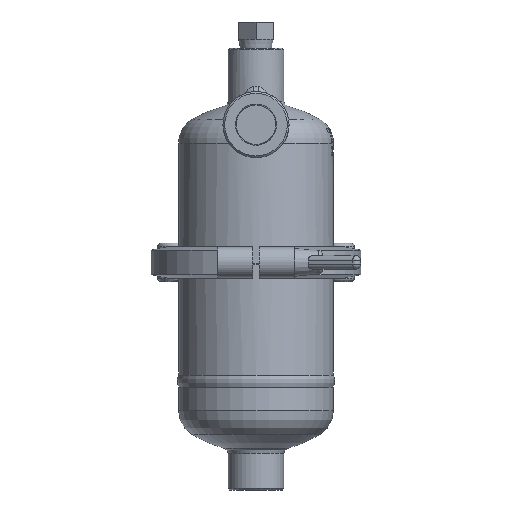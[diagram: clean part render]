
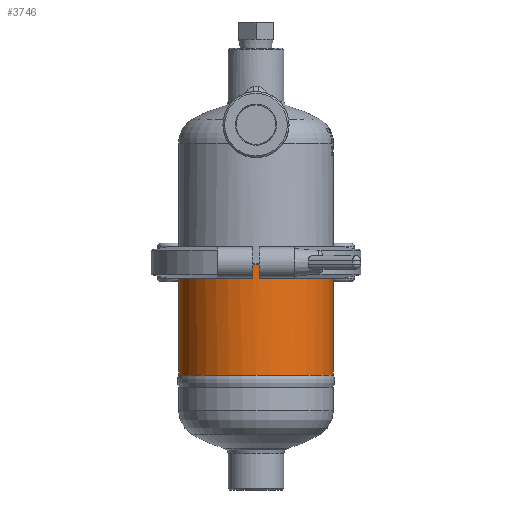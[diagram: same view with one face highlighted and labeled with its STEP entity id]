
A CAD part, left-side view. The second image highlights one B-rep face of the part: STEP entity #3746.
In plain terms, the highlighted cylindrical face has radius 44.5 mm (diameter 89 mm), a full revolution.
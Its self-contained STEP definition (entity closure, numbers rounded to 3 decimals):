
#2285=CARTESIAN_POINT('',(20.495,39.499,-8.168));
#2286=VERTEX_POINT('',#2285);
#2293=CARTESIAN_POINT('',(-44.455,2.,-8.168));
#2294=VERTEX_POINT('',#2293);
#2295=CARTESIAN_POINT('',(0.,0.0,-8.168));
#2296=DIRECTION('',(0.0,0.0,-1.0));
#2297=DIRECTION('',(1.0,0.0,0.0));
#2298=AXIS2_PLACEMENT_3D('',#2295,#2296,#2297);
#2299=CIRCLE('',#2298,44.5);
#2300=EDGE_CURVE('',#2294,#2286,#2299,.T.);
#3123=CARTESIAN_POINT('',(23.96,-37.499,-0.1));
#3124=VERTEX_POINT('',#3123);
#3131=CARTESIAN_POINT('',(23.96,-37.499,-8.168));
#3132=VERTEX_POINT('',#3131);
#3133=CARTESIAN_POINT('',(23.96,-37.499,-0.1));
#3134=DIRECTION('',(0.0,0.0,-1.0));
#3135=VECTOR('',#3134,8.068);
#3136=LINE('',#3133,#3135);
#3137=EDGE_CURVE('',#3124,#3132,#3136,.T.);
#3154=CARTESIAN_POINT('',(20.495,-39.499,-8.168));
#3155=VERTEX_POINT('',#3154);
#3162=CARTESIAN_POINT('',(20.495,-39.499,-0.1));
#3163=VERTEX_POINT('',#3162);
#3164=CARTESIAN_POINT('',(20.495,-39.499,-0.1));
#3165=DIRECTION('',(0.0,0.0,-1.0));
#3166=VECTOR('',#3165,8.068);
#3167=LINE('',#3164,#3166);
#3168=EDGE_CURVE('',#3163,#3155,#3167,.T.);
#3193=CARTESIAN_POINT('',(-44.455,-2.,-8.168));
#3194=VERTEX_POINT('',#3193);
#3211=CARTESIAN_POINT('',(-44.455,-2.,-0.1));
#3212=VERTEX_POINT('',#3211);
#3219=CARTESIAN_POINT('',(-44.455,-2.,-0.1));
#3220=DIRECTION('',(0.0,0.0,-1.0));
#3221=VECTOR('',#3220,8.068);
#3222=LINE('',#3219,#3221);
#3223=EDGE_CURVE('',#3212,#3194,#3222,.T.);
#3234=CARTESIAN_POINT('',(23.96,37.499,-8.168));
#3235=VERTEX_POINT('',#3234);
#3242=CARTESIAN_POINT('',(23.96,37.499,-0.1));
#3243=VERTEX_POINT('',#3242);
#3244=CARTESIAN_POINT('',(23.96,37.499,-0.1));
#3245=DIRECTION('',(0.0,0.0,-1.0));
#3246=VECTOR('',#3245,8.068);
#3247=LINE('',#3244,#3246);
#3248=EDGE_CURVE('',#3243,#3235,#3247,.T.);
#3321=CARTESIAN_POINT('',(0.,0.0,-8.168));
#3322=DIRECTION('',(0.0,0.0,-1.0));
#3323=DIRECTION('',(1.0,0.0,0.0));
#3324=AXIS2_PLACEMENT_3D('',#3321,#3322,#3323);
#3325=CIRCLE('',#3324,44.5);
#3326=EDGE_CURVE('',#3155,#3194,#3325,.T.);
#3347=CARTESIAN_POINT('',(0.,0.0,-8.168));
#3348=DIRECTION('',(0.0,0.0,-1.0));
#3349=DIRECTION('',(1.0,0.0,0.0));
#3350=AXIS2_PLACEMENT_3D('',#3347,#3348,#3349);
#3351=CIRCLE('',#3350,44.5);
#3352=EDGE_CURVE('',#3235,#3132,#3351,.T.);
#3630=CARTESIAN_POINT('',(20.495,39.499,-0.1));
#3631=VERTEX_POINT('',#3630);
#3638=CARTESIAN_POINT('',(20.495,39.499,-0.1));
#3639=DIRECTION('',(0.0,0.0,-1.0));
#3640=VECTOR('',#3639,8.068);
#3641=LINE('',#3638,#3640);
#3642=EDGE_CURVE('',#3631,#2286,#3641,.T.);
#3661=CARTESIAN_POINT('',(-44.455,2.,-0.1));
#3662=VERTEX_POINT('',#3661);
#3687=CARTESIAN_POINT('',(-44.455,2.,-0.1));
#3688=DIRECTION('',(0.0,0.0,-1.0));
#3689=VECTOR('',#3688,8.068);
#3690=LINE('',#3687,#3689);
#3691=EDGE_CURVE('',#3662,#2294,#3690,.T.);
#3698=CARTESIAN_POINT('',(0.,0.0,-32.006));
#3699=DIRECTION('',(0.,0.0,1.0));
#3700=DIRECTION('',(1.0,0.0,0.0));
#3701=AXIS2_PLACEMENT_3D('',#3698,#3699,#3700);
#3702=CYLINDRICAL_SURFACE('',#3701,44.5);
#3703=CARTESIAN_POINT('',(0.,0.0,-0.1));
#3704=DIRECTION('',(0.0,0.0,1.0));
#3705=DIRECTION('',(1.0,0.0,0.0));
#3706=AXIS2_PLACEMENT_3D('',#3703,#3704,#3705);
#3707=CIRCLE('',#3706,44.5);
#3708=EDGE_CURVE('',#3662,#3212,#3707,.T.);
#3709=ORIENTED_EDGE('',*,*,#3708,.F.);
#3710=ORIENTED_EDGE('',*,*,#3691,.T.);
#3711=ORIENTED_EDGE('',*,*,#2300,.T.);
#3712=ORIENTED_EDGE('',*,*,#3642,.F.);
#3713=CARTESIAN_POINT('',(0.,0.0,-0.1));
#3714=DIRECTION('',(0.0,0.0,1.0));
#3715=DIRECTION('',(1.0,0.0,0.0));
#3716=AXIS2_PLACEMENT_3D('',#3713,#3714,#3715);
#3717=CIRCLE('',#3716,44.5);
#3718=EDGE_CURVE('',#3243,#3631,#3717,.T.);
#3719=ORIENTED_EDGE('',*,*,#3718,.F.);
#3720=ORIENTED_EDGE('',*,*,#3248,.T.);
#3721=ORIENTED_EDGE('',*,*,#3352,.T.);
#3722=ORIENTED_EDGE('',*,*,#3137,.F.);
#3723=CARTESIAN_POINT('',(0.,0.0,-0.1));
#3724=DIRECTION('',(0.0,0.0,1.0));
#3725=DIRECTION('',(1.0,0.0,0.0));
#3726=AXIS2_PLACEMENT_3D('',#3723,#3724,#3725);
#3727=CIRCLE('',#3726,44.5);
#3728=EDGE_CURVE('',#3163,#3124,#3727,.T.);
#3729=ORIENTED_EDGE('',*,*,#3728,.F.);
#3730=ORIENTED_EDGE('',*,*,#3168,.T.);
#3731=ORIENTED_EDGE('',*,*,#3326,.T.);
#3732=ORIENTED_EDGE('',*,*,#3223,.F.);
#3733=EDGE_LOOP('',(#3709,#3710,#3711,#3712,#3719,#3720,#3721,#3722,#3729,#3730,#3731,#3732));
#3734=FACE_OUTER_BOUND('',#3733,.T.);
#3735=CARTESIAN_POINT('',(44.5,0.0,-63.912));
#3736=VERTEX_POINT('',#3735);
#3737=CARTESIAN_POINT('',(0.,0.0,-63.912));
#3738=DIRECTION('',(0.0,0.0,1.0));
#3739=DIRECTION('',(1.0,0.0,0.0));
#3740=AXIS2_PLACEMENT_3D('',#3737,#3738,#3739);
#3741=CIRCLE('',#3740,44.5);
#3742=EDGE_CURVE('',#3736,#3736,#3741,.T.);
#3743=ORIENTED_EDGE('',*,*,#3742,.T.);
#3744=EDGE_LOOP('',(#3743));
#3745=FACE_BOUND('',#3744,.T.);
#3746=ADVANCED_FACE('',(#3734,#3745),#3702,.T.);
